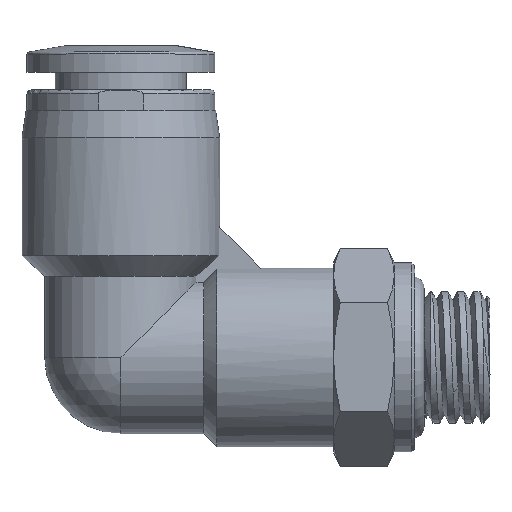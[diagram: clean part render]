
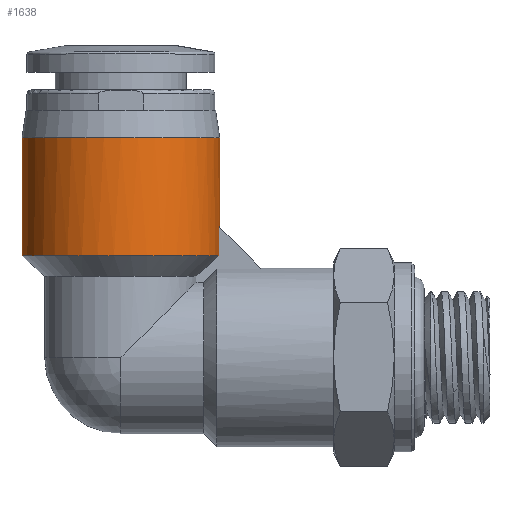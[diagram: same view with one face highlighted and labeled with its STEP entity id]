
A CAD part, top view. The second image highlights one B-rep face of the part: STEP entity #1638.
In plain terms, the highlighted cylindrical face has radius 7.319 mm (diameter 14.637 mm), a partial arc.
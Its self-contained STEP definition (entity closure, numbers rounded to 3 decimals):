
#345=DIRECTION('',(0.,1.,0.));
#346=VECTOR('',#345,6.623);
#347=CARTESIAN_POINT('',(7.319,-8.656,0.));
#348=LINE('',#347,#346);
#384=DIRECTION('',(0.,-1.,0.));
#385=VECTOR('',#384,2.188);
#386=CARTESIAN_POINT('',(7.25,-8.587,1.));
#387=LINE('',#386,#385);
#388=DIRECTION('',(0.,1.,0.));
#389=VECTOR('',#388,8.742);
#390=CARTESIAN_POINT('',(-7.319,-10.775,0.));
#391=LINE('',#390,#389);
#392=CARTESIAN_POINT('',(7.319,-8.656,
0.));
#393=CARTESIAN_POINT('',(7.319,-8.656,0.336));
#394=CARTESIAN_POINT('',(7.296,-8.633,0.67));
#395=CARTESIAN_POINT('',(7.25,-8.587,1.));
#402=CARTESIAN_POINT('',(0.,-10.775,0.));
#403=DIRECTION('',(0.,1.,0.));
#404=DIRECTION('',(-1.,0.,0.));
#405=AXIS2_PLACEMENT_3D('',#402,#403,#404);
#533=CARTESIAN_POINT('',(0.,-2.033,0.));
#534=DIRECTION('',(0.,-1.,0.));
#535=DIRECTION('',(1.,0.,0.));
#536=AXIS2_PLACEMENT_3D('',#533,#534,#535);
#1076=CARTESIAN_POINT('',(-7.319,-2.033,0.));
#1077=VERTEX_POINT('',#1076);
#1078=CARTESIAN_POINT('',(7.319,-2.033,0.));
#1079=VERTEX_POINT('',#1078);
#1080=CARTESIAN_POINT('',(7.25,-8.587,1.));
#1081=CARTESIAN_POINT('',(7.25,-10.775,1.));
#1082=VERTEX_POINT('',#1080);
#1083=VERTEX_POINT('',#1081);
#1084=CARTESIAN_POINT('',(-7.319,-10.775,0.));
#1085=VERTEX_POINT('',#1084);
#1086=CARTESIAN_POINT('',(7.319,-8.656,0.));
#1087=VERTEX_POINT('',#1086);
#1623=CARTESIAN_POINT('',(0.,0.,0.));
#1624=DIRECTION('',(0.,-1.,0.));
#1625=DIRECTION('',(-1.,0.,0.));
#1626=AXIS2_PLACEMENT_3D('',#1623,#1624,#1625);
#1627=CYLINDRICAL_SURFACE('',#1626,7.319);
#1628=ORIENTED_EDGE('',*,*,#1608,.T.);
#1630=ORIENTED_EDGE('',*,*,#1629,.F.);
#1631=ORIENTED_EDGE('',*,*,#1563,.T.);
#1633=ORIENTED_EDGE('',*,*,#1632,.F.);
#1634=ORIENTED_EDGE('',*,*,#1559,.F.);
#1635=ORIENTED_EDGE('',*,*,#1581,.T.);
#1636=EDGE_LOOP('',(#1628,#1630,#1631,#1633,#1634,#1635));
#1637=FACE_OUTER_BOUND('',#1636,.F.);
#1638=ADVANCED_FACE('',(#1637),#1627,.T.);
#396=B_SPLINE_CURVE_WITH_KNOTS('',3,(#392,#393,#394,#395),.UNSPECIFIED.,.F.,.F.,
(4,4),(0.,1.),.UNSPECIFIED.);
#406=CIRCLE('',#405,7.319);
#537=CIRCLE('',#536,7.319);
#1559=EDGE_CURVE('',#1087,#1079,#348,.T.);
#1563=EDGE_CURVE('',#1085,#1077,#391,.T.);
#1581=EDGE_CURVE('',#1087,#1082,#396,.T.);
#1608=EDGE_CURVE('',#1082,#1083,#387,.T.);
#1629=EDGE_CURVE('',#1085,#1083,#406,.T.);
#1632=EDGE_CURVE('',#1079,#1077,#537,.T.);
